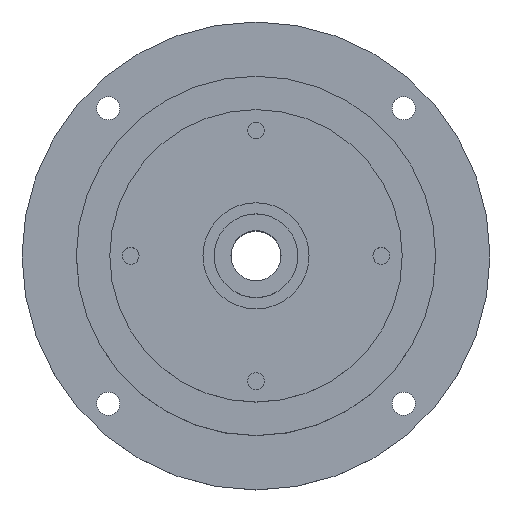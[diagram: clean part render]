
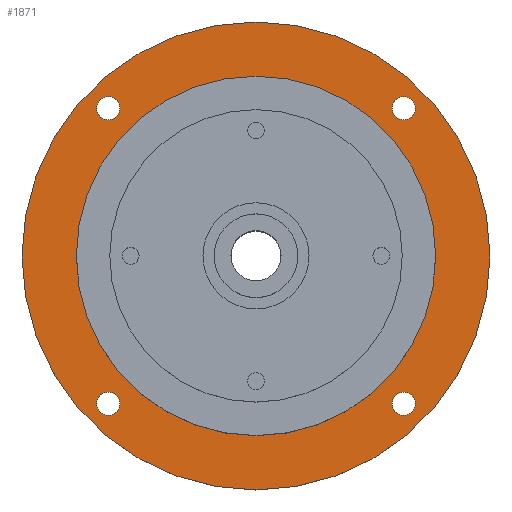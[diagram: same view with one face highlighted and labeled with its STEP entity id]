
A CAD part, top view. The second image highlights one B-rep face of the part: STEP entity #1871.
In plain terms, the highlighted planar face has unit normal (0, 0, 1).
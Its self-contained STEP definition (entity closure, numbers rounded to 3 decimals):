
#158 = EDGE_LOOP ( 'NONE', ( #187, #163 ) ) ;
#159 = EDGE_CURVE ( 'NONE', #2398, #2384, #2217, .T. ) ;
#160 = ORIENTED_EDGE ( 'NONE', *, *, #2403, .F. ) ;
#161 = ORIENTED_EDGE ( 'NONE', *, *, #159, .F. ) ;
#162 = ORIENTED_EDGE ( 'NONE', *, *, #2382, .F. ) ;
#163 = ORIENTED_EDGE ( 'NONE', *, *, #2492, .T. ) ;
#164 = EDGE_LOOP ( 'NONE', ( #165, #185 ) ) ;
#165 = ORIENTED_EDGE ( 'NONE', *, *, #166, .F. ) ;
#166 = EDGE_CURVE ( 'NONE', #2486, #2588, #2065, .T. ) ;
#167 = EDGE_CURVE ( 'NONE', #2380, #2535, #2237, .T. ) ;
#168 = EDGE_LOOP ( 'NONE', ( #161, #160 ) ) ;
#169 = ORIENTED_EDGE ( 'NONE', *, *, #2406, .F. ) ;
#181 = EDGE_CURVE ( 'NONE', #2424, #2411, #2244, .T. ) ;
#185 = ORIENTED_EDGE ( 'NONE', *, *, #2590, .F. ) ;
#187 = ORIENTED_EDGE ( 'NONE', *, *, #188, .T. ) ;
#188 = EDGE_CURVE ( 'NONE', #2494, #2493, #2265, .T. ) ;
#189 = ORIENTED_EDGE ( 'NONE', *, *, #191, .F. ) ;
#190 = ORIENTED_EDGE ( 'NONE', *, *, #2423, .F. ) ;
#191 = EDGE_CURVE ( 'NONE', #2433, #2405, #2268, .T. ) ;
#192 = EDGE_LOOP ( 'NONE', ( #189, #169 ) ) ;
#193 = ORIENTED_EDGE ( 'NONE', *, *, #181, .F. ) ;
#194 = EDGE_LOOP ( 'NONE', ( #193, #190 ) ) ;
#196 = ORIENTED_EDGE ( 'NONE', *, *, #167, .F. ) ;
#275 = DIRECTION ( 'NONE',  ( 0., -1., 0. ) ) ;
#278 = DIRECTION ( 'NONE',  ( 0., 0., 1. ) ) ;
#279 = CARTESIAN_POINT ( 'NONE',  ( 35.355, 35.355, 65. ) ) ;
#284 = CARTESIAN_POINT ( 'NONE',  ( 35.355, 32.605, 65. ) ) ;
#289 = AXIS2_PLACEMENT_3D ( 'NONE', #279, #278, #275 ) ;
#292 = CIRCLE ( 'NONE', #289, 2.75 ) ;
#306 = CARTESIAN_POINT ( 'NONE',  ( 38.105, -35.355, 65. ) ) ;
#329 = CARTESIAN_POINT ( 'NONE',  ( 35.355, -35.355, 65. ) ) ;
#336 = DIRECTION ( 'NONE',  ( 0., 0., 1. ) ) ;
#337 = AXIS2_PLACEMENT_3D ( 'NONE', #329, #336, #346 ) ;
#338 = CIRCLE ( 'NONE', #337, 2.75 ) ;
#342 = CARTESIAN_POINT ( 'NONE',  ( 32.605, -35.355, 65. ) ) ;
#346 = DIRECTION ( 'NONE',  ( -1., 0., 0. ) ) ;
#347 = DIRECTION ( 'NONE',  ( 0., 0., 1. ) ) ;
#349 = DIRECTION ( 'NONE',  ( 0., 1., 0. ) ) ;
#350 = CIRCLE ( 'NONE', #351, 2.75 ) ;
#351 = AXIS2_PLACEMENT_3D ( 'NONE', #354, #347, #349 ) ;
#354 = CARTESIAN_POINT ( 'NONE',  ( -35.355, -35.355, 65. ) ) ;
#355 = CARTESIAN_POINT ( 'NONE',  ( -35.355, -38.105, 65. ) ) ;
#371 = CARTESIAN_POINT ( 'NONE',  ( -38.105, 35.355, 65. ) ) ;
#380 = CIRCLE ( 'NONE', #392, 2.75 ) ;
#383 = CARTESIAN_POINT ( 'NONE',  ( -35.355, 35.355, 65. ) ) ;
#388 = CARTESIAN_POINT ( 'NONE',  ( -32.605, 35.355, 65. ) ) ;
#391 = DIRECTION ( 'NONE',  ( 1., 0., 0. ) ) ;
#392 = AXIS2_PLACEMENT_3D ( 'NONE', #383, #396, #391 ) ;
#396 = DIRECTION ( 'NONE',  ( 0., 0., 1. ) ) ;
#463 = CARTESIAN_POINT ( 'NONE',  ( 35.355, 38.105, 65. ) ) ;
#865 = DIRECTION ( 'NONE',  ( 1., 0., 0. ) ) ;
#866 = DIRECTION ( 'NONE',  ( 0., 0., 1. ) ) ;
#867 = CARTESIAN_POINT ( 'NONE',  ( 0., 0., 65. ) ) ;
#869 = AXIS2_PLACEMENT_3D ( 'NONE', #867, #866, #865 ) ;
#870 = PLANE ( 'NONE',  #869 ) ;
#871 = FACE_BOUND ( 'NONE', #164, .T. ) ;
#872 = FACE_OUTER_BOUND ( 'NONE', #158, .T. ) ;
#873 = FACE_BOUND ( 'NONE', #194, .T. ) ;
#874 = FACE_BOUND ( 'NONE', #192, .T. ) ;
#875 = FACE_BOUND ( 'NONE', #168, .T. ) ;
#878 = FACE_BOUND ( 'NONE', #1849, .T. ) ;
#1099 = CARTESIAN_POINT ( 'NONE',  ( -35.355, -32.605, 65. ) ) ;
#1352 = CARTESIAN_POINT ( 'NONE',  ( -43., 0., 65. ) ) ;
#1374 = CARTESIAN_POINT ( 'NONE',  ( -56., 0., 65. ) ) ;
#1375 = CARTESIAN_POINT ( 'NONE',  ( 56., 0., 65. ) ) ;
#1376 = DIRECTION ( 'NONE',  ( 1., 0., 0. ) ) ;
#1377 = DIRECTION ( 'NONE',  ( 0., 0., 1. ) ) ;
#1378 = CARTESIAN_POINT ( 'NONE',  ( 0., 0., 65. ) ) ;
#1379 = AXIS2_PLACEMENT_3D ( 'NONE', #1378, #1377, #1376 ) ;
#1383 = CIRCLE ( 'NONE', #1379, 56. ) ;
#1488 = DIRECTION ( 'NONE',  ( 1., 0., 0. ) ) ;
#1489 = DIRECTION ( 'NONE',  ( 0., 0., 1. ) ) ;
#1490 = CARTESIAN_POINT ( 'NONE',  ( 0., 0., 65. ) ) ;
#1491 = AXIS2_PLACEMENT_3D ( 'NONE', #1490, #1489, #1488 ) ;
#1492 = CIRCLE ( 'NONE', #1491, 43. ) ;
#1493 = CARTESIAN_POINT ( 'NONE',  ( 43., 0., 65. ) ) ;
#1849 = EDGE_LOOP ( 'NONE', ( #196, #162 ) ) ;
#1871 = ADVANCED_FACE ( 'NONE', ( #878, #875, #874, #873, #872, #871 ), #870, .T. ) ;
#2063 = AXIS2_PLACEMENT_3D ( 'NONE', #2074, #2073, #2072 ) ;
#2064 = AXIS2_PLACEMENT_3D ( 'NONE', #2069, #2068, #2067 ) ;
#2065 = CIRCLE ( 'NONE', #2064, 43. ) ;
#2067 = DIRECTION ( 'NONE',  ( 1., 0., 0. ) ) ;
#2068 = DIRECTION ( 'NONE',  ( 0., 0., 1. ) ) ;
#2069 = CARTESIAN_POINT ( 'NONE',  ( 0., 0., 65. ) ) ;
#2072 = DIRECTION ( 'NONE',  ( 1., 0., 0. ) ) ;
#2073 = DIRECTION ( 'NONE',  ( 0., 0., 1. ) ) ;
#2074 = CARTESIAN_POINT ( 'NONE',  ( -35.355, 35.355, 65. ) ) ;
#2217 = CIRCLE ( 'NONE', #2226, 2.75 ) ;
#2223 = DIRECTION ( 'NONE',  ( -1., 0., 0. ) ) ;
#2224 = CARTESIAN_POINT ( 'NONE',  ( 35.355, -35.355, 65. ) ) ;
#2225 = DIRECTION ( 'NONE',  ( 0., 0., 1. ) ) ;
#2226 = AXIS2_PLACEMENT_3D ( 'NONE', #2224, #2225, #2223 ) ;
#2232 = CARTESIAN_POINT ( 'NONE',  ( 35.355, 35.355, 65. ) ) ;
#2233 = DIRECTION ( 'NONE',  ( 0., -1., 0. ) ) ;
#2235 = DIRECTION ( 'NONE',  ( 0., 0., 1. ) ) ;
#2236 = AXIS2_PLACEMENT_3D ( 'NONE', #2232, #2235, #2233 ) ;
#2237 = CIRCLE ( 'NONE', #2236, 2.75 ) ;
#2244 = CIRCLE ( 'NONE', #2063, 2.75 ) ;
#2259 = AXIS2_PLACEMENT_3D ( 'NONE', #2267, #2266, #2263 ) ;
#2260 = DIRECTION ( 'NONE',  ( 0., 1., 0. ) ) ;
#2261 = DIRECTION ( 'NONE',  ( 0., 0., 1. ) ) ;
#2262 = CARTESIAN_POINT ( 'NONE',  ( -35.355, -35.355, 65. ) ) ;
#2263 = DIRECTION ( 'NONE',  ( 1., 0., 0. ) ) ;
#2264 = AXIS2_PLACEMENT_3D ( 'NONE', #2262, #2261, #2260 ) ;
#2265 = CIRCLE ( 'NONE', #2259, 56. ) ;
#2266 = DIRECTION ( 'NONE',  ( 0., 0., 1. ) ) ;
#2267 = CARTESIAN_POINT ( 'NONE',  ( 0., 0., 65. ) ) ;
#2268 = CIRCLE ( 'NONE', #2264, 2.75 ) ;
#2380 = VERTEX_POINT ( 'NONE', #284 ) ;
#2382 = EDGE_CURVE ( 'NONE', #2535, #2380, #292, .T. ) ;
#2384 = VERTEX_POINT ( 'NONE', #306 ) ;
#2398 = VERTEX_POINT ( 'NONE', #342 ) ;
#2403 = EDGE_CURVE ( 'NONE', #2384, #2398, #338, .T. ) ;
#2405 = VERTEX_POINT ( 'NONE', #355 ) ;
#2406 = EDGE_CURVE ( 'NONE', #2405, #2433, #350, .T. ) ;
#2411 = VERTEX_POINT ( 'NONE', #371 ) ;
#2423 = EDGE_CURVE ( 'NONE', #2411, #2424, #380, .T. ) ;
#2424 = VERTEX_POINT ( 'NONE', #388 ) ;
#2433 = VERTEX_POINT ( 'NONE', #1099 ) ;
#2486 = VERTEX_POINT ( 'NONE', #1352 ) ;
#2492 = EDGE_CURVE ( 'NONE', #2493, #2494, #1383, .T. ) ;
#2493 = VERTEX_POINT ( 'NONE', #1375 ) ;
#2494 = VERTEX_POINT ( 'NONE', #1374 ) ;
#2535 = VERTEX_POINT ( 'NONE', #463 ) ;
#2588 = VERTEX_POINT ( 'NONE', #1493 ) ;
#2590 = EDGE_CURVE ( 'NONE', #2588, #2486, #1492, .T. ) ;
